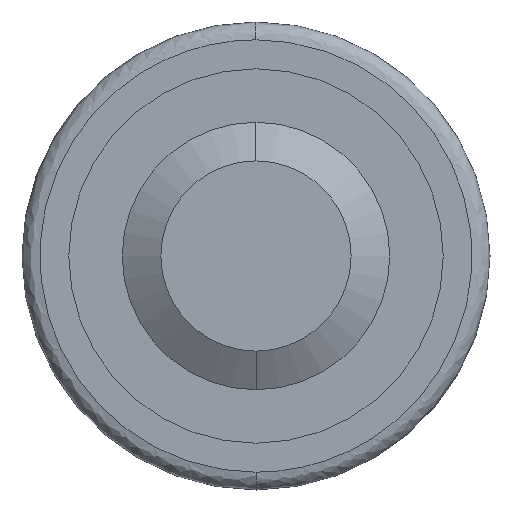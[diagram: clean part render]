
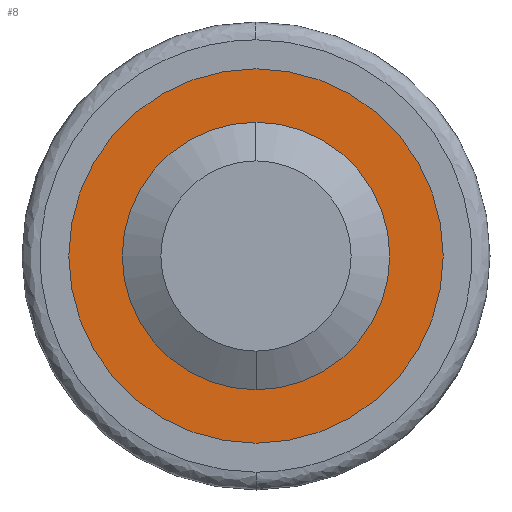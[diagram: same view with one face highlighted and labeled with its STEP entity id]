
A CAD part, left-side view. The second image highlights one B-rep face of the part: STEP entity #8.
In plain terms, the highlighted planar face has unit normal (-1, 0, 0).
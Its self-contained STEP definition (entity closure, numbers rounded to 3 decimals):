
#8 = ADVANCED_FACE ( 'NONE', ( #147, #152 ), #309, .T. ) ;
#30 = ORIENTED_EDGE ( 'NONE', *, *, #603, .T. ) ;
#31 = ORIENTED_EDGE ( 'NONE', *, *, #625, .T. ) ;
#32 = ORIENTED_EDGE ( 'NONE', *, *, #605, .F. ) ;
#33 = ORIENTED_EDGE ( 'NONE', *, *, #607, .F. ) ;
#104 = EDGE_LOOP ( 'NONE', ( #32, #33 ) ) ;
#120 = EDGE_LOOP ( 'NONE', ( #30, #31 ) ) ;
#147 = FACE_BOUND ( 'NONE', #120, .T. ) ;
#152 = FACE_OUTER_BOUND ( 'NONE', #104, .T. ) ;
#205 = CIRCLE ( 'NONE', #662, 15. ) ;
#208 = CIRCLE ( 'NONE', #659, 21. ) ;
#212 = CIRCLE ( 'NONE', #664, 21. ) ;
#233 = CIRCLE ( 'NONE', #673, 15. ) ;
#272 = VERTEX_POINT ( 'NONE', #386 ) ;
#273 = VERTEX_POINT ( 'NONE', #376 ) ;
#286 = VERTEX_POINT ( 'NONE', #398 ) ;
#287 = VERTEX_POINT ( 'NONE', #399 ) ;
#308 = CARTESIAN_POINT ( 'NONE',  ( 0., 18., 0. ) ) ;
#309 = PLANE ( 'NONE',  #635 ) ;
#310 = DIRECTION ( 'NONE',  ( -1., 0., 0. ) ) ;
#311 = DIRECTION ( 'NONE',  ( 0., 0., 1. ) ) ;
#376 = CARTESIAN_POINT ( 'NONE',  ( 0., 0., 15. ) ) ;
#386 = CARTESIAN_POINT ( 'NONE',  ( 0., 0., -15. ) ) ;
#398 = CARTESIAN_POINT ( 'NONE',  ( 0., 0., -21. ) ) ;
#399 = CARTESIAN_POINT ( 'NONE',  ( 0., 0., 21. ) ) ;
#493 = CARTESIAN_POINT ( 'NONE',  ( 0., 0., 0. ) ) ;
#494 = DIRECTION ( 'NONE',  ( 1., 0., 0. ) ) ;
#495 = DIRECTION ( 'NONE',  ( 0., 0., -1. ) ) ;
#497 = CARTESIAN_POINT ( 'NONE',  ( 0., 0., 0. ) ) ;
#498 = DIRECTION ( 'NONE',  ( 1., 0., 0. ) ) ;
#499 = DIRECTION ( 'NONE',  ( 0., 0., -1. ) ) ;
#503 = CARTESIAN_POINT ( 'NONE',  ( 0., 0., 0. ) ) ;
#505 = DIRECTION ( 'NONE',  ( 1., 0., 0. ) ) ;
#506 = DIRECTION ( 'NONE',  ( 0., 0., -1. ) ) ;
#544 = CARTESIAN_POINT ( 'NONE',  ( 0., 0., 0. ) ) ;
#550 = DIRECTION ( 'NONE',  ( 1., 0., 0. ) ) ;
#551 = DIRECTION ( 'NONE',  ( 0., 0., -1. ) ) ;
#603 = EDGE_CURVE ( 'NONE', #272, #273, #205, .T. ) ;
#605 = EDGE_CURVE ( 'NONE', #286, #287, #208, .T. ) ;
#607 = EDGE_CURVE ( 'NONE', #287, #286, #212, .T. ) ;
#625 = EDGE_CURVE ( 'NONE', #273, #272, #233, .T. ) ;
#635 = AXIS2_PLACEMENT_3D ( 'NONE', #308, #310, #311 ) ;
#659 = AXIS2_PLACEMENT_3D ( 'NONE', #497, #498, #499 ) ;
#662 = AXIS2_PLACEMENT_3D ( 'NONE', #493, #494, #495 ) ;
#664 = AXIS2_PLACEMENT_3D ( 'NONE', #503, #505, #506 ) ;
#673 = AXIS2_PLACEMENT_3D ( 'NONE', #544, #550, #551 ) ;
